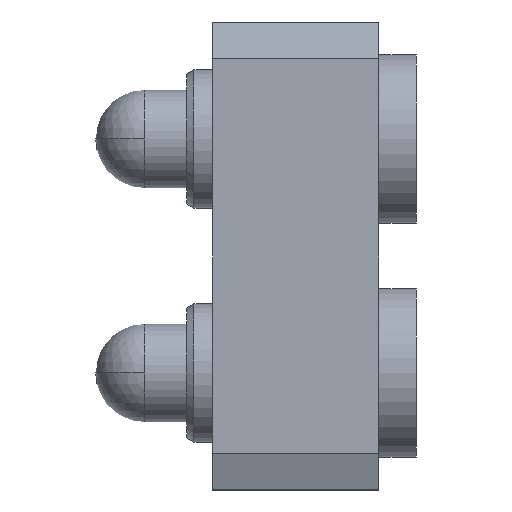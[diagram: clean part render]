
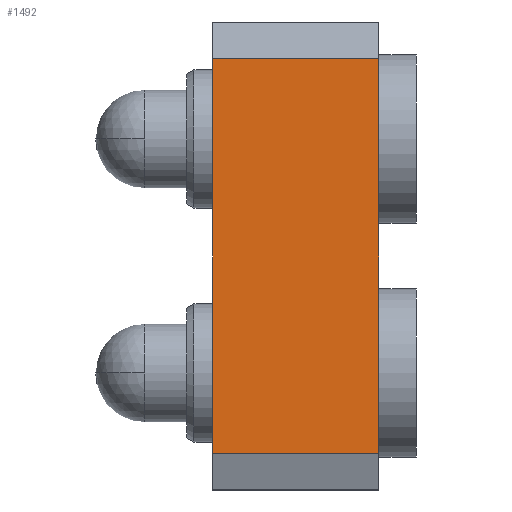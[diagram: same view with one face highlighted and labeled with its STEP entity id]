
A CAD part, left-side view. The second image highlights one B-rep face of the part: STEP entity #1492.
In plain terms, the highlighted planar face has unit normal (-1, 0, 0).
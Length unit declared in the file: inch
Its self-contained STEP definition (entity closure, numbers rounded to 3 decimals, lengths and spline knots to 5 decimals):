
#3 = VECTOR ( 'NONE', #482, 39.37008 ) ;
#14 = DIRECTION ( 'NONE',  ( 0., 0., 1. ) ) ;
#24 = EDGE_CURVE ( 'NONE', #140, #1150, #704, .T. ) ;
#68 = EDGE_CURVE ( 'NONE', #346, #140, #1037, .T. ) ;
#102 = PLANE ( 'NONE',  #721 ) ;
#140 = VERTEX_POINT ( 'NONE', #760 ) ;
#278 = ORIENTED_EDGE ( 'NONE', *, *, #762, .F. ) ;
#310 = CARTESIAN_POINT ( 'NONE',  ( -0.01203, 0., -0.18425 ) ) ;
#346 = VERTEX_POINT ( 'NONE', #510 ) ;
#357 = CARTESIAN_POINT ( 'NONE',  ( -0.01203, -0.071, -0.18425 ) ) ;
#380 = CARTESIAN_POINT ( 'NONE',  ( -0.01203, -0.071, -0.01575 ) ) ;
#395 = ORIENTED_EDGE ( 'NONE', *, *, #24, .T. ) ;
#467 = EDGE_LOOP ( 'NONE', ( #793, #278, #1452, #395 ) ) ;
#482 = DIRECTION ( 'NONE',  ( 0., 1., 0. ) ) ;
#495 = VECTOR ( 'NONE', #531, 39.37008 ) ;
#510 = CARTESIAN_POINT ( 'NONE',  ( -0.01203, -0.071, -0.18425 ) ) ;
#514 = LINE ( 'NONE', #357, #3 ) ;
#531 = DIRECTION ( 'NONE',  ( 0., 0., 1. ) ) ;
#562 = VECTOR ( 'NONE', #1025, 39.37008 ) ;
#651 = CARTESIAN_POINT ( 'NONE',  ( -0.01203, 0., -0.18425 ) ) ;
#704 = LINE ( 'NONE', #380, #562 ) ;
#721 = AXIS2_PLACEMENT_3D ( 'NONE', #741, #903, #1896 ) ;
#741 = CARTESIAN_POINT ( 'NONE',  ( -0.01203, -0.071, -0.18425 ) ) ;
#760 = CARTESIAN_POINT ( 'NONE',  ( -0.01203, -0.071, -0.01575 ) ) ;
#762 = EDGE_CURVE ( 'NONE', #346, #1659, #514, .T. ) ;
#793 = ORIENTED_EDGE ( 'NONE', *, *, #1657, .F. ) ;
#796 = LINE ( 'NONE', #310, #2064 ) ;
#840 = CARTESIAN_POINT ( 'NONE',  ( -0.01203, -0.071, -0.18425 ) ) ;
#903 = DIRECTION ( 'NONE',  ( -1., 0., 0. ) ) ;
#912 = FACE_OUTER_BOUND ( 'NONE', #467, .T. ) ;
#1025 = DIRECTION ( 'NONE',  ( 0., 1., 0. ) ) ;
#1037 = LINE ( 'NONE', #840, #495 ) ;
#1150 = VERTEX_POINT ( 'NONE', #1735 ) ;
#1452 = ORIENTED_EDGE ( 'NONE', *, *, #68, .T. ) ;
#1492 = ADVANCED_FACE ( 'NONE', ( #912 ), #102, .T. ) ;
#1657 = EDGE_CURVE ( 'NONE', #1659, #1150, #796, .T. ) ;
#1659 = VERTEX_POINT ( 'NONE', #651 ) ;
#1735 = CARTESIAN_POINT ( 'NONE',  ( -0.01203, 0., -0.01575 ) ) ;
#1896 = DIRECTION ( 'NONE',  ( 0., 0., 1. ) ) ;
#2064 = VECTOR ( 'NONE', #14, 39.37008 ) ;
